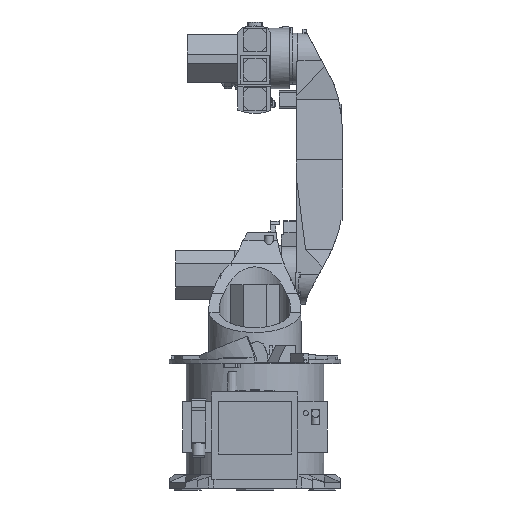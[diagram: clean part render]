
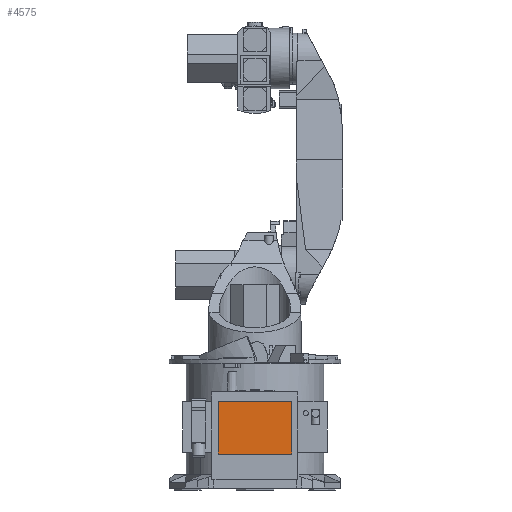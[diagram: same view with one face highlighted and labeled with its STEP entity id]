
A CAD part, left-side view. The second image highlights one B-rep face of the part: STEP entity #4575.
In plain terms, the highlighted planar face has unit normal (-1, 0, 0).
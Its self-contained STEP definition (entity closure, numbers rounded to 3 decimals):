
#4575=ADVANCED_FACE('',(#6400),#5548,.T.);
#5548=PLANE('',#22203);
#6400=FACE_OUTER_BOUND('',#7398,.T.);
#7398=EDGE_LOOP('',(#9750,#9751,#9752,#9753));
#9750=ORIENTED_EDGE('',*,*,#15966,.F.);
#9751=ORIENTED_EDGE('',*,*,#15967,.F.);
#9752=ORIENTED_EDGE('',*,*,#15968,.F.);
#9753=ORIENTED_EDGE('',*,*,#15969,.F.);
#13953=VERTEX_POINT('',#29679);
#13954=VERTEX_POINT('',#29680);
#13955=VERTEX_POINT('',#29682);
#13956=VERTEX_POINT('',#29684);
#15966=EDGE_CURVE('',#13953,#13954,#18500,.T.);
#15967=EDGE_CURVE('',#13955,#13953,#18501,.T.);
#15968=EDGE_CURVE('',#13956,#13955,#18502,.T.);
#15969=EDGE_CURVE('',#13954,#13956,#18503,.T.);
#18500=LINE('',#29678,#20517);
#18501=LINE('',#29681,#20518);
#18502=LINE('',#29683,#20519);
#18503=LINE('',#29685,#20520);
#20517=VECTOR('',#24686,1.);
#20518=VECTOR('',#24687,1.);
#20519=VECTOR('',#24688,1.);
#20520=VECTOR('',#24689,1.);
#22203=AXIS2_PLACEMENT_3D('',#29686,#24690,#24691);
#24686=DIRECTION('',(0.,1.,0.));
#24687=DIRECTION('',(0.,0.,-1.));
#24688=DIRECTION('',(0.,-1.,0.));
#24689=DIRECTION('',(0.,0.,1.));
#24690=DIRECTION('',(-1.,0.,0.));
#24691=DIRECTION('',(0.,-1.,0.));
#29678=CARTESIAN_POINT('',(-297.9,0.134,113.024));
#29679=CARTESIAN_POINT('',(-297.9,-114.866,113.024));
#29680=CARTESIAN_POINT('',(-297.9,115.134,113.024));
#29681=CARTESIAN_POINT('',(-297.9,-114.866,195.524));
#29682=CARTESIAN_POINT('',(-297.9,-114.866,278.024));
#29683=CARTESIAN_POINT('',(-297.9,0.134,278.024));
#29684=CARTESIAN_POINT('',(-297.9,115.134,278.024));
#29685=CARTESIAN_POINT('',(-297.9,115.134,195.524));
#29686=CARTESIAN_POINT('',(-297.9,0.134,195.524));
